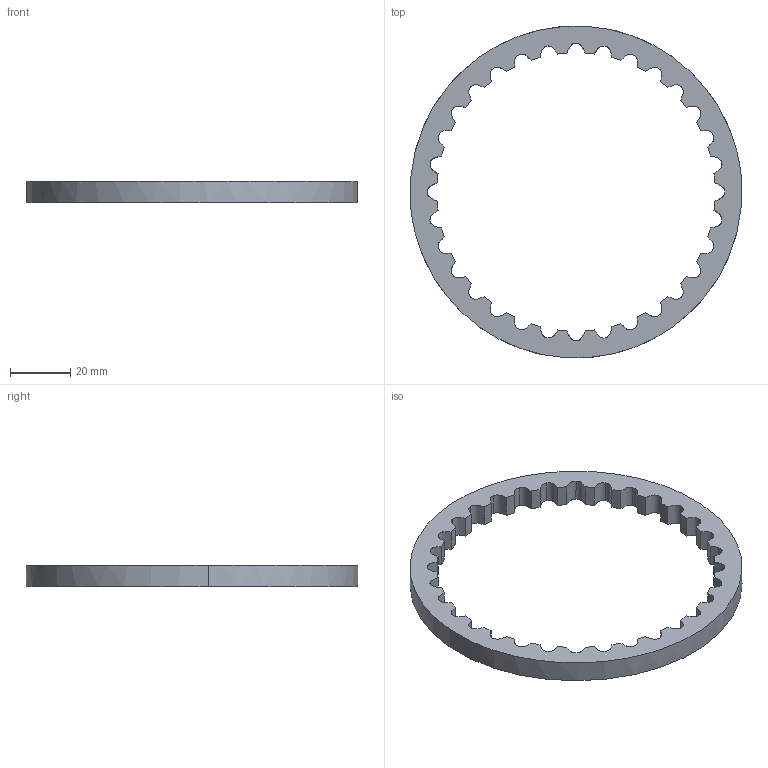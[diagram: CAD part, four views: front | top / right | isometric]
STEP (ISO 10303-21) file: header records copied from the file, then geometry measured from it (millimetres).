
FILE_DESCRIPTION(('3DEXPERIENCE STEP','CAx-IF Rec.Pracs.--- Model Styling and Organization---1.5--- 2016-08-15','CAx-IF Rec.Pracs.---Supplemental Geometry---1.0---2011-11-01','CAx-IF Rec.Pracs.--- Composite Materials ---3.4---2017-06-13','CAx-IF Rec.Pracs.---Tessellated 3D Geometry---1.0---2015-12-17'),'2;1');
FILE_NAME('HU-FS Radnabe A.1.stp','2025-09-22T12:59:19+00:00',('none'),('none'),'3DEXPERIENCE Platform3DEXPERIENCE R2025x HotFix 6.11','3DEXPERIENCE Platform STEP AP242 v3','none');
FILE_SCHEMA(('AP242_MANAGED_MODEL_BASED_3D_ENGINEERING_MIM_LF {1 0 10303 442 1 1 4}'));
Length unit declared in the file: millimetre
Products named in the file (1): RadnabeA.1
Bounding box: 109.7 x 109.74 x 7.25 mm (x, y, z)
Volume: 17322 mm3; surface area: 10199.9 mm2
Topology: 1 solids, 1 shells, 100 faces, 298 edges, 200 vertices
Faces by surface type: bspline 64, cylinder 34, plane 2
Entity records: 6614 total; most frequent: CARTESIAN_POINT 4731, ORIENTED_EDGE 596, EDGE_CURVE 298, B_SPLINE_CURVE_WITH_KNOTS 263, VERTEX_POINT 200, EDGE_LOOP 102, ADVANCED_FACE 100, FACE_OUTER_BOUND 100
